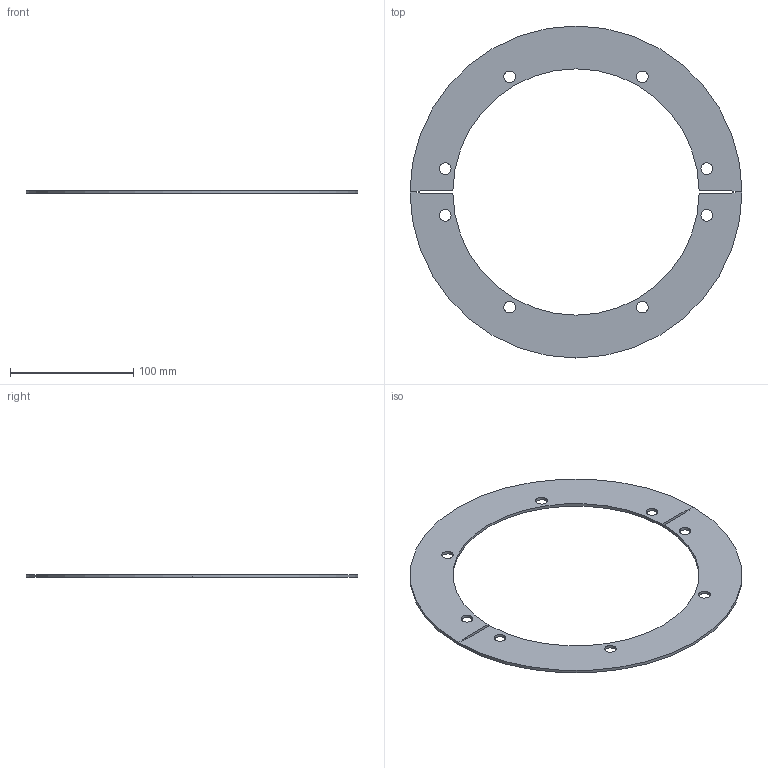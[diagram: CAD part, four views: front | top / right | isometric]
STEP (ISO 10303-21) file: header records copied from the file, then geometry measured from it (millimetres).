
FILE_DESCRIPTION (( 'STEP AP203' ), '1' );
FILE_NAME ('F926.STEP', '2022-04-21T21:04:26', ( '' ), ( '' ), 'SwSTEP 2.0', 'SolidWorks 2020', '' );
FILE_SCHEMA (( 'CONFIG_CONTROL_DESIGN' ));
Length unit declared in the file: inch
Products named in the file (1): F926
Bounding box: 269.62 x 269.62 x 2.39 mm (x, y, z)
Volume: 59656.8 mm3; surface area: 54341.8 mm2
Topology: 1 solids, 1 shells, 40 faces, 112 edges, 72 vertices
Faces by surface type: cylinder 20, plane 20
Entity records: 1407 total; most frequent: DIRECTION 234, CARTESIAN_POINT 225, ORIENTED_EDGE 224, EDGE_CURVE 112, AXIS2_PLACEMENT_3D 81, LINE 72, VERTEX_POINT 72, VECTOR 72
